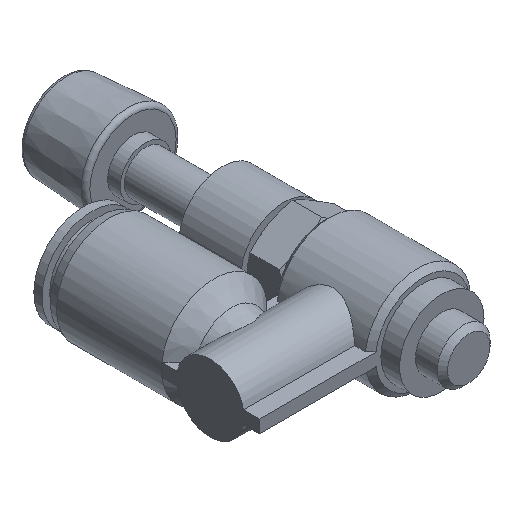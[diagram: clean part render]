
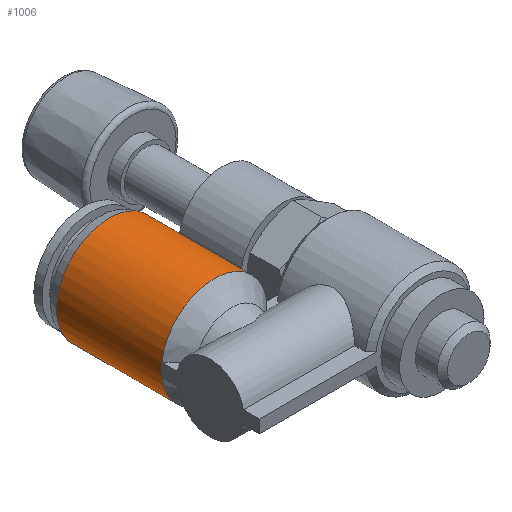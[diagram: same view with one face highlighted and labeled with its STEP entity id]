
A CAD part, isometric view. The second image highlights one B-rep face of the part: STEP entity #1006.
In plain terms, the highlighted cylindrical face has radius 5 mm (diameter 10 mm), a full revolution.
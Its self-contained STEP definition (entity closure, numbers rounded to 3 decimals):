
#32=CYLINDRICAL_SURFACE('',#1133,5.);
#104=LINE('',#1464,#145);
#107=LINE('',#1480,#148);
#130=LINE('',#1810,#171);
#132=LINE('',#1818,#173);
#145=VECTOR('',#1181,1000.);
#148=VECTOR('',#1186,1000.);
#171=VECTOR('',#1359,1000.);
#173=VECTOR('',#1363,1000.);
#412=ORIENTED_EDGE('',*,*,#574,.T.);
#413=ORIENTED_EDGE('',*,*,#461,.F.);
#414=ORIENTED_EDGE('',*,*,#557,.F.);
#415=ORIENTED_EDGE('',*,*,#572,.F.);
#416=ORIENTED_EDGE('',*,*,#463,.F.);
#417=ORIENTED_EDGE('',*,*,#457,.F.);
#418=ORIENTED_EDGE('',*,*,#560,.F.);
#419=ORIENTED_EDGE('',*,*,#573,.F.);
#420=ORIENTED_EDGE('',*,*,#468,.F.);
#421=ORIENTED_EDGE('',*,*,#541,.F.);
#457=EDGE_CURVE('',#591,#592,#683,.T.);
#461=EDGE_CURVE('',#594,#596,#685,.T.);
#463=EDGE_CURVE('',#592,#597,#104,.T.);
#468=EDGE_CURVE('',#601,#602,#107,.T.);
#541=EDGE_CURVE('',#596,#601,#712,.T.);
#557=EDGE_CURVE('',#660,#594,#130,.F.);
#560=EDGE_CURVE('',#661,#591,#132,.F.);
#572=EDGE_CURVE('',#597,#660,#720,.T.);
#573=EDGE_CURVE('',#602,#661,#721,.T.);
#574=EDGE_CURVE('',#671,#671,#722,.T.);
#591=VERTEX_POINT('',#1450);
#592=VERTEX_POINT('',#1452);
#594=VERTEX_POINT('',#1458);
#596=VERTEX_POINT('',#1461);
#597=VERTEX_POINT('',#1465);
#601=VERTEX_POINT('',#1481);
#602=VERTEX_POINT('',#1482);
#660=VERTEX_POINT('',#1809);
#661=VERTEX_POINT('',#1817);
#671=VERTEX_POINT('',#1863);
#683=CIRCLE('',#1038,5.);
#685=CIRCLE('',#1041,5.);
#712=CIRCLE('',#1109,5.);
#720=CIRCLE('',#1130,5.);
#721=CIRCLE('',#1132,5.);
#722=CIRCLE('',#1134,5.);
#804=EDGE_LOOP('',(#412));
#805=EDGE_LOOP('',(#413,#414,#415,#416,#417,#418,#419,#420,#421));
#899=FACE_BOUND('',#804,.T.);
#900=FACE_BOUND('',#805,.T.);
#1006=ADVANCED_FACE('',(#899,#900),#32,.T.);
#1038=AXIS2_PLACEMENT_3D('',#1451,#1168,#1169);
#1041=AXIS2_PLACEMENT_3D('',#1460,#1176,#1177);
#1109=AXIS2_PLACEMENT_3D('',#1742,#1333,#1334);
#1130=AXIS2_PLACEMENT_3D('',#1858,#1388,#1389);
#1132=AXIS2_PLACEMENT_3D('',#1860,#1392,#1393);
#1133=AXIS2_PLACEMENT_3D('',#1861,#1394,#1395);
#1134=AXIS2_PLACEMENT_3D('',#1862,#1396,#1397);
#1168=DIRECTION('',(0.,-1.,0.));
#1169=DIRECTION('',(0.,0.,-1.));
#1176=DIRECTION('',(0.,-1.,0.));
#1177=DIRECTION('',(0.,0.,-1.));
#1181=DIRECTION('',(0.,-1.,0.));
#1186=DIRECTION('',(0.,-1.,0.));
#1333=DIRECTION('',(0.,-1.,0.));
#1334=DIRECTION('',(0.,0.,-1.));
#1359=DIRECTION('',(0.,-1.,0.));
#1363=DIRECTION('',(0.,-1.,0.));
#1388=DIRECTION('',(0.,-1.,0.));
#1389=DIRECTION('',(0.,0.,-1.));
#1392=DIRECTION('',(0.,-1.,0.));
#1393=DIRECTION('',(0.,0.,-1.));
#1394=DIRECTION('',(0.,-1.,0.));
#1395=DIRECTION('',(0.,0.,-1.));
#1396=DIRECTION('',(0.,-1.,0.));
#1397=DIRECTION('',(0.,0.,-1.));
#1450=CARTESIAN_POINT('',(-5.537,4.668,-0.608));
#1451=CARTESIAN_POINT('',(-10.5,4.668,0.));
#1452=CARTESIAN_POINT('',(-5.537,4.668,0.608));
#1458=CARTESIAN_POINT('',(-15.463,4.668,0.608));
#1460=CARTESIAN_POINT('',(-10.5,4.668,0.));
#1461=CARTESIAN_POINT('',(-15.5,4.668,0.));
#1464=CARTESIAN_POINT('',(-5.537,0.,0.608));
#1465=CARTESIAN_POINT('',(-5.537,4.62,0.608));
#1480=CARTESIAN_POINT('',(-15.463,0.,-0.608));
#1481=CARTESIAN_POINT('',(-15.463,4.668,-0.608));
#1482=CARTESIAN_POINT('',(-15.463,4.62,-0.608));
#1742=CARTESIAN_POINT('',(-10.5,4.668,0.));
#1809=CARTESIAN_POINT('',(-15.463,4.62,0.608));
#1810=CARTESIAN_POINT('',(-15.463,0.,0.608));
#1817=CARTESIAN_POINT('',(-5.537,4.62,-0.608));
#1818=CARTESIAN_POINT('',(-5.537,0.,-0.608));
#1858=CARTESIAN_POINT('',(-10.5,4.62,0.));
#1860=CARTESIAN_POINT('',(-10.5,4.62,0.));
#1861=CARTESIAN_POINT('',(-10.5,0.,0.));
#1862=CARTESIAN_POINT('',(-10.5,14.574,0.));
#1863=CARTESIAN_POINT('',(-10.5,14.574,-5.));
